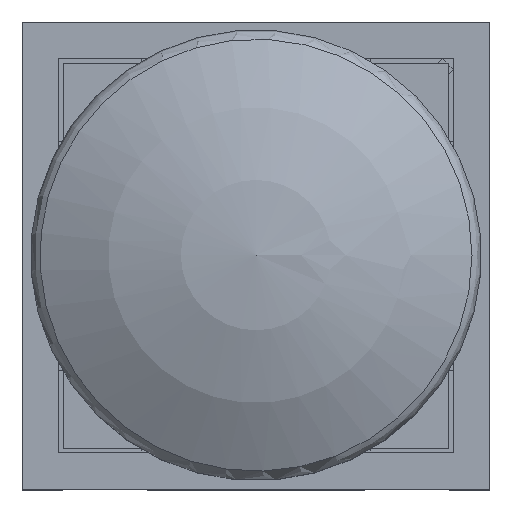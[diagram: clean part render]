
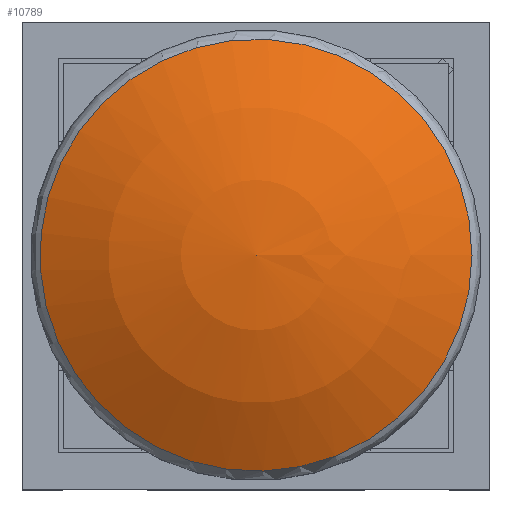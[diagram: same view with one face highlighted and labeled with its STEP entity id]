
A CAD part, top view. The second image highlights one B-rep face of the part: STEP entity #10789.
In plain terms, the highlighted spherical face has radius 11.27 mm.
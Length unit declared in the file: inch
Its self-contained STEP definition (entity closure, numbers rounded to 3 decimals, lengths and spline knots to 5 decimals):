
#10738=CARTESIAN_POINT('',(-0.16011,0.16011,0.59768));
#10739=VERTEX_POINT('',#10738);
#10740=CARTESIAN_POINT('',(0.0,0.0,0.59768));
#10741=DIRECTION('',(0.0,0.0,-1.0));
#10742=DIRECTION('',(0.707,-0.707,0.0));
#10743=AXIS2_PLACEMENT_3D('',#10740,#10741,#10742);
#10744=CIRCLE('',#10743,0.22643);
#10745=EDGE_CURVE('',#10739,#10739,#10744,.T.);
#10781=CARTESIAN_POINT('',(0.0,0.0,0.21612));
#10782=DIRECTION('',(0.0,0.0,1.0));
#10783=DIRECTION('',(1.0,0.0,0.0));
#10784=AXIS2_PLACEMENT_3D('',#10781,#10782,#10783);
#10785=SPHERICAL_SURFACE('',#10784,0.44369);
#10786=ORIENTED_EDGE('',*,*,#10745,.F.);
#10787=EDGE_LOOP('',(#10786));
#10788=FACE_OUTER_BOUND('',#10787,.T.);
#10789=ADVANCED_FACE('',(#10788),#10785,.T.);
